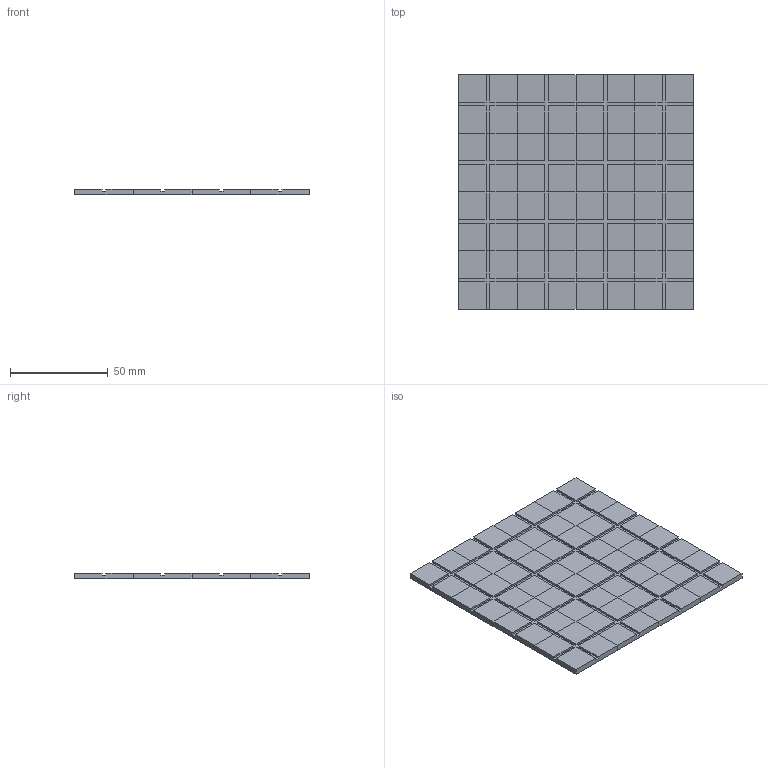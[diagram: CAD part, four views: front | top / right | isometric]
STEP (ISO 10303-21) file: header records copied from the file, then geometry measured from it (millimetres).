
FILE_DESCRIPTION(('HOOPS Exchange Step'),'2;1');
FILE_NAME('temp_export','2024-07-17T15:15:09+08:00',('sharma21'),('Shapr3D Limited'),'HOOPS Exchange 2024.2','Shapr3D','Authorized');
FILE_SCHEMA( ('AUTOMOTIVE_DESIGN { 1 0 10303 214 1 1 1 1 }') );
Length unit declared in the file: millimetre
Products named in the file (1): root
Bounding box: 120 x 120 x 3 mm (x, y, z)
Volume: 41344 mm3; surface area: 36224 mm2
Topology: 16 solids, 16 shells, 288 faces, 768 edges, 512 vertices
Faces by surface type: plane 288
Entity records: 8781 total; most frequent: CARTESIAN_POINT 1569, ORIENTED_EDGE 1536, DIRECTION 1346, VECTOR 768, LINE 768, EDGE_CURVE 768, VERTEX_POINT 512, AXIS2_PLACEMENT_3D 289
